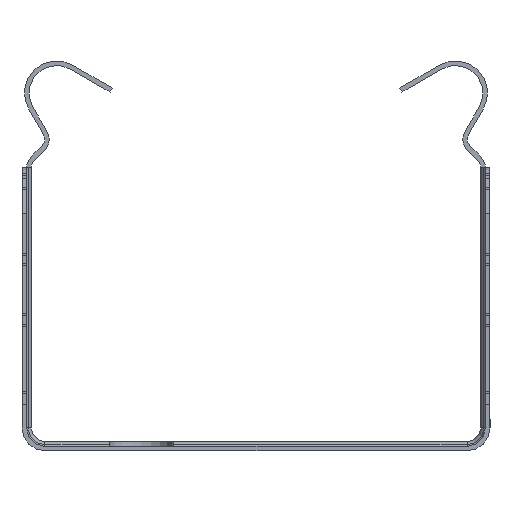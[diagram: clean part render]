
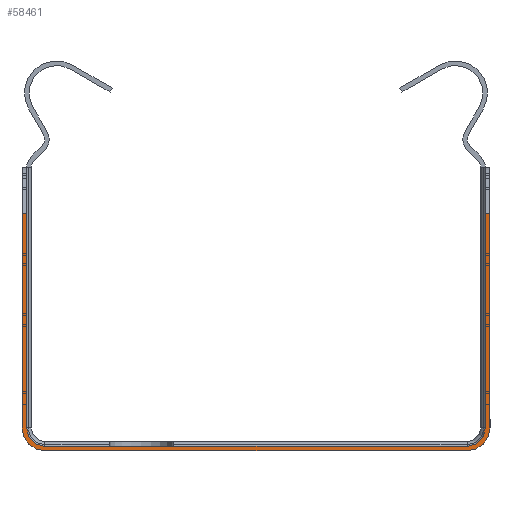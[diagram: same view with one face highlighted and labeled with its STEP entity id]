
A CAD part, front view. The second image highlights one B-rep face of the part: STEP entity #58461.
In plain terms, the highlighted planar face has unit normal (0, -1, 0).
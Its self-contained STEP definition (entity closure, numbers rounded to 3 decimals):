
#3596=CIRCLE('',#63740,2.5);
#3597=CIRCLE('',#63742,2.5);
#3655=CIRCLE('',#63886,2.);
#3656=CIRCLE('',#63889,2.);
#7814=FACE_OUTER_BOUND('',#11851,.T.);
#11851=EDGE_LOOP('',(#53883,#53884,#53885,#53886,#53887,#53888,#53889,#53890,
#53891,#53892,#53893,#53894));
#15023=LINE('',#89301,#20834);
#17483=LINE('',#96718,#23294);
#17509=LINE('',#96813,#23320);
#17649=LINE('',#97202,#23460);
#17651=LINE('',#97206,#23462);
#17657=LINE('',#97221,#23468);
#17658=LINE('',#97224,#23469);
#17661=LINE('',#97232,#23472);
#20834=VECTOR('',#72540,10.);
#23294=VECTOR('',#80000,10.);
#23320=VECTOR('',#80076,10.);
#23460=VECTOR('',#80480,10.);
#23462=VECTOR('',#80484,10.);
#23468=VECTOR('',#80502,10.);
#23469=VECTOR('',#80505,10.);
#23472=VECTOR('',#80514,10.);
#26341=VERTEX_POINT('',#89298);
#26342=VERTEX_POINT('',#89300);
#28798=VERTEX_POINT('',#96715);
#28799=VERTEX_POINT('',#96717);
#28840=VERTEX_POINT('',#96803);
#28843=VERTEX_POINT('',#96811);
#28959=VERTEX_POINT('',#97199);
#28961=VERTEX_POINT('',#97205);
#28964=VERTEX_POINT('',#97219);
#28965=VERTEX_POINT('',#97223);
#28966=VERTEX_POINT('',#97227);
#28967=VERTEX_POINT('',#97231);
#33309=EDGE_CURVE('',#26342,#26341,#15023,.T.);
#37017=EDGE_CURVE('',#28799,#28798,#17483,.T.);
#37059=EDGE_CURVE('',#28798,#26342,#3596,.T.);
#37061=EDGE_CURVE('',#26341,#28840,#3597,.T.);
#37065=EDGE_CURVE('',#28840,#28843,#17509,.T.);
#37259=EDGE_CURVE('',#28843,#28959,#17649,.T.);
#37261=EDGE_CURVE('',#28961,#28799,#17651,.T.);
#37269=EDGE_CURVE('',#28959,#28964,#17657,.T.);
#37270=EDGE_CURVE('',#28965,#28961,#17658,.T.);
#37272=EDGE_CURVE('',#28966,#28965,#3655,.T.);
#37274=EDGE_CURVE('',#28967,#28966,#17661,.T.);
#37276=EDGE_CURVE('',#28964,#28967,#3656,.T.);
#53883=ORIENTED_EDGE('',*,*,#37261,.T.);
#53884=ORIENTED_EDGE('',*,*,#37017,.T.);
#53885=ORIENTED_EDGE('',*,*,#37059,.T.);
#53886=ORIENTED_EDGE('',*,*,#33309,.T.);
#53887=ORIENTED_EDGE('',*,*,#37061,.T.);
#53888=ORIENTED_EDGE('',*,*,#37065,.T.);
#53889=ORIENTED_EDGE('',*,*,#37259,.T.);
#53890=ORIENTED_EDGE('',*,*,#37269,.T.);
#53891=ORIENTED_EDGE('',*,*,#37276,.T.);
#53892=ORIENTED_EDGE('',*,*,#37274,.T.);
#53893=ORIENTED_EDGE('',*,*,#37272,.T.);
#53894=ORIENTED_EDGE('',*,*,#37270,.T.);
#55550=PLANE('',#63890);
#58461=ADVANCED_FACE('',(#7814),#55550,.T.);
#63740=AXIS2_PLACEMENT_3D('',#96801,#80063,#80064);
#63742=AXIS2_PLACEMENT_3D('',#96805,#80068,#80069);
#63886=AXIS2_PLACEMENT_3D('',#97228,#80509,#80510);
#63889=AXIS2_PLACEMENT_3D('',#97235,#80518,#80519);
#63890=AXIS2_PLACEMENT_3D('',#97236,#80520,#80521);
#72540=DIRECTION('',(1.,0.,0.));
#80000=DIRECTION('',(0.,0.,-1.));
#80063=DIRECTION('center_axis',(0.,-1.,0.));
#80064=DIRECTION('ref_axis',(-1.,0.,0.));
#80068=DIRECTION('center_axis',(0.,-1.,0.));
#80069=DIRECTION('ref_axis',(0.,0.,
-1.));
#80076=DIRECTION('',(0.,0.,1.));
#80480=DIRECTION('',(-1.,0.,0.));
#80484=DIRECTION('',(-1.,0.,0.));
#80502=DIRECTION('',(0.,0.,-1.));
#80505=DIRECTION('',(0.,0.,1.));
#80509=DIRECTION('center_axis',(0.,1.,0.));
#80510=DIRECTION('ref_axis',(1.,0.,0.));
#80514=DIRECTION('',(-1.,0.,0.));
#80518=DIRECTION('center_axis',(0.,1.,0.));
#80519=DIRECTION('ref_axis',(0.,0.,
1.));
#80520=DIRECTION('center_axis',(0.,-1.,0.));
#80521=DIRECTION('ref_axis',(0.,0.,-1.));
#89298=CARTESIAN_POINT('',(23.,-36.,-0.5));
#89300=CARTESIAN_POINT('',(-23.,-36.,-0.5));
#89301=CARTESIAN_POINT('',(-23.,-36.,-0.5));
#96715=CARTESIAN_POINT('',(-25.5,-36.,2.));
#96717=CARTESIAN_POINT('',(-25.5,-36.,25.387));
#96718=CARTESIAN_POINT('',(-25.5,-36.,30.387));
#96801=CARTESIAN_POINT('Origin',(-23.,-36.,2.));
#96803=CARTESIAN_POINT('',(25.5,-36.,2.));
#96805=CARTESIAN_POINT('Origin',(23.,-36.,2.));
#96811=CARTESIAN_POINT('',(25.5,-36.,25.387));
#96813=CARTESIAN_POINT('',(25.5,-36.,2.));
#97199=CARTESIAN_POINT('',(25.,-36.,25.387));
#97202=CARTESIAN_POINT('',(12.5,-36.,25.387));
#97205=CARTESIAN_POINT('',(-25.,-36.,25.387));
#97206=CARTESIAN_POINT('',(12.5,-36.,25.387));
#97219=CARTESIAN_POINT('',(25.,-36.,2.));
#97221=CARTESIAN_POINT('',(25.,-36.,30.387));
#97223=CARTESIAN_POINT('',(-25.,-36.,2.));
#97224=CARTESIAN_POINT('',(-25.,-36.,2.));
#97227=CARTESIAN_POINT('',(-23.,-36.,0.));
#97228=CARTESIAN_POINT('Origin',(-23.,-36.,2.));
#97231=CARTESIAN_POINT('',(23.,-36.,0.));
#97232=CARTESIAN_POINT('',(23.,-36.,0.));
#97235=CARTESIAN_POINT('Origin',(23.,-36.,2.));
#97236=CARTESIAN_POINT('Origin',(0.,-36.,14.5));
